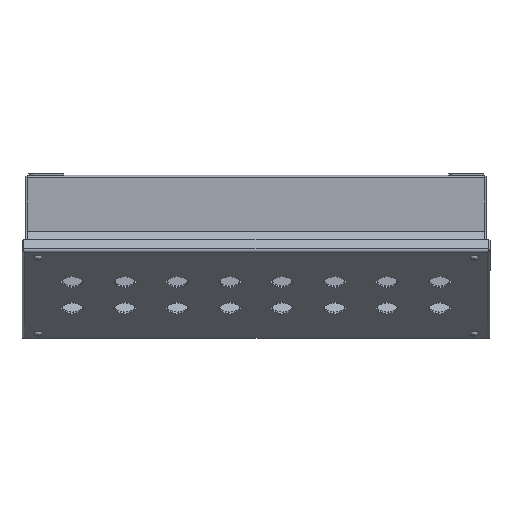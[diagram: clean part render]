
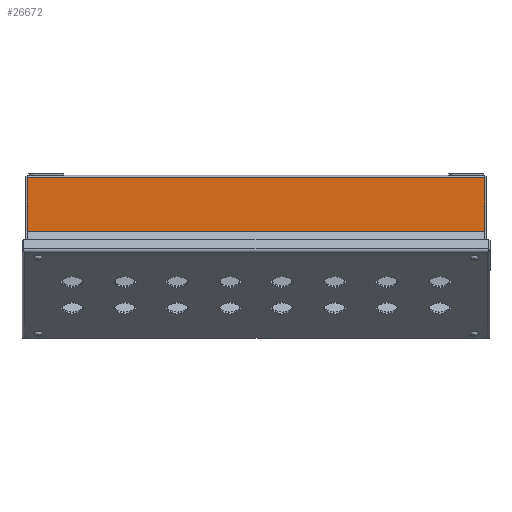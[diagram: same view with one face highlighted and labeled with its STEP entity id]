
A CAD part, top view. The second image highlights one B-rep face of the part: STEP entity #26672.
In plain terms, the highlighted planar face has unit normal (0, 0, 1).
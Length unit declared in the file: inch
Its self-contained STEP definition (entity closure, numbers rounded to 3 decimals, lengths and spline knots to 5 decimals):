
#51 = DIRECTION ( 'NONE',  ( 0., 0., -1. ) ) ;
#2039 = DIRECTION ( 'NONE',  ( -1., 0., 0. ) ) ;
#2109 = VERTEX_POINT ( 'NONE', #24842 ) ;
#3870 = PLANE ( 'NONE',  #22186 ) ;
#4275 = DIRECTION ( 'NONE',  ( 0., 1., 0. ) ) ;
#7155 = VECTOR ( 'NONE', #8154, 39.37008 ) ;
#8066 = EDGE_LOOP ( 'NONE', ( #22485, #21483, #16836, #13646 ) ) ;
#8154 = DIRECTION ( 'NONE',  ( 1., 0., 0. ) ) ;
#9118 = CARTESIAN_POINT ( 'NONE',  ( 9.803, -4.01226, 3.38488 ) ) ;
#9359 = LINE ( 'NONE', #23709, #22358 ) ;
#10000 = EDGE_CURVE ( 'NONE', #2109, #23557, #9359, .T. ) ;
#12740 = CARTESIAN_POINT ( 'NONE',  ( -9.803, 2.48221, 3.38488 ) ) ;
#13646 = ORIENTED_EDGE ( 'NONE', *, *, #27007, .T. ) ;
#13685 = CARTESIAN_POINT ( 'NONE',  ( -9.803, 2.48221, 3.38488 ) ) ;
#14244 = DIRECTION ( 'NONE',  ( -1., 0., 0. ) ) ;
#14994 = DIRECTION ( 'NONE',  ( 0., 1., 0. ) ) ;
#15576 = EDGE_CURVE ( 'NONE', #20846, #27243, #19455, .T. ) ;
#15864 = CARTESIAN_POINT ( 'NONE',  ( -9.803, -3.72229, 3.38488 ) ) ;
#16836 = ORIENTED_EDGE ( 'NONE', *, *, #10000, .F. ) ;
#19455 = LINE ( 'NONE', #12740, #7155 ) ;
#20414 = CARTESIAN_POINT ( 'NONE',  ( -9.803, 0.19386, 3.38488 ) ) ;
#20846 = VERTEX_POINT ( 'NONE', #13685 ) ;
#21483 = ORIENTED_EDGE ( 'NONE', *, *, #24442, .F. ) ;
#22186 = AXIS2_PLACEMENT_3D ( 'NONE', #29947, #51, #2039 ) ;
#22358 = VECTOR ( 'NONE', #14244, 39.37008 ) ;
#22485 = ORIENTED_EDGE ( 'NONE', *, *, #15576, .F. ) ;
#23557 = VERTEX_POINT ( 'NONE', #20414 ) ;
#23709 = CARTESIAN_POINT ( 'NONE',  ( -9.803, 0.19386, 3.38488 ) ) ;
#24442 = EDGE_CURVE ( 'NONE', #23557, #20846, #29750, .T. ) ;
#24781 = FACE_OUTER_BOUND ( 'NONE', #8066, .T. ) ;
#24842 = CARTESIAN_POINT ( 'NONE',  ( 9.803, 0.19386, 3.38488 ) ) ;
#25612 = VECTOR ( 'NONE', #4275, 39.37008 ) ;
#26672 = ADVANCED_FACE ( 'NONE', ( #24781 ), #3870, .F. ) ;
#27007 = EDGE_CURVE ( 'NONE', #2109, #27243, #27583, .T. ) ;
#27243 = VERTEX_POINT ( 'NONE', #28801 ) ;
#27583 = LINE ( 'NONE', #9118, #29995 ) ;
#28801 = CARTESIAN_POINT ( 'NONE',  ( 9.803, 2.48221, 3.38488 ) ) ;
#29750 = LINE ( 'NONE', #15864, #25612 ) ;
#29947 = CARTESIAN_POINT ( 'NONE',  ( -9.803, 2.59021, 3.38488 ) ) ;
#29995 = VECTOR ( 'NONE', #14994, 39.37008 ) ;
